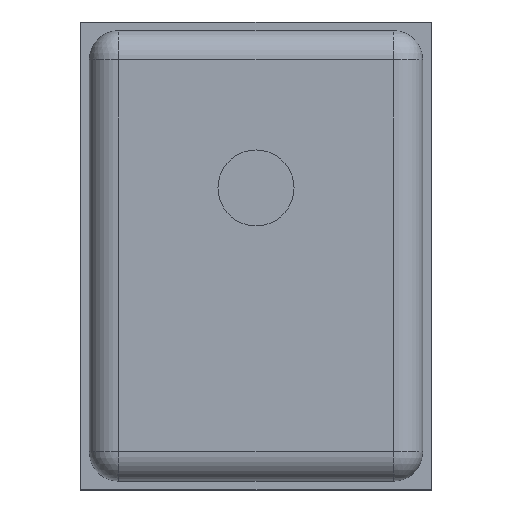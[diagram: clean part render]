
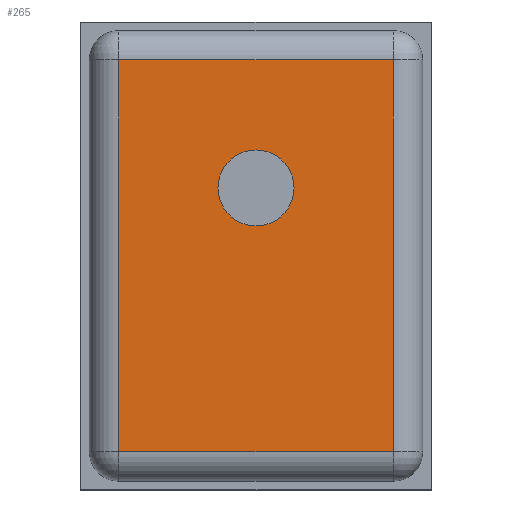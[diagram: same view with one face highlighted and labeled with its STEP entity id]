
A CAD part, top view. The second image highlights one B-rep face of the part: STEP entity #265.
In plain terms, the highlighted planar face has unit normal (0, 0, 1).
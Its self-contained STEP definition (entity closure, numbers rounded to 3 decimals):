
#22 = LINE ( 'NONE', #1393, #1015 ) ;
#46 = FACE_OUTER_BOUND ( 'NONE', #68, .T. ) ;
#68 = EDGE_LOOP ( 'NONE', ( #404, #1697, #2056, #2838 ) ) ;
#229 = CARTESIAN_POINT ( 'NONE',  ( 0., 0.58, 1.05 ) ) ;
#265 = ADVANCED_FACE ( 'NONE', ( #1420, #46 ), #547, .T. ) ;
#334 = DIRECTION ( 'NONE',  ( 0., 1., 0. ) ) ;
#379 = CARTESIAN_POINT ( 'NONE',  ( -0.325, 0.58, 1.05 ) ) ;
#394 = DIRECTION ( 'NONE',  ( 0., -1., 0. ) ) ;
#404 = ORIENTED_EDGE ( 'NONE', *, *, #1165, .T. ) ;
#425 = DIRECTION ( 'NONE',  ( 0., 0., 1. ) ) ;
#444 = CARTESIAN_POINT ( 'NONE',  ( 1.175, -1.675, 1.05 ) ) ;
#462 = VERTEX_POINT ( 'NONE', #725 ) ;
#547 = PLANE ( 'NONE',  #822 ) ;
#633 = CARTESIAN_POINT ( 'NONE',  ( 0.325, 0.58, 1.05 ) ) ;
#680 = EDGE_CURVE ( 'NONE', #1625, #462, #1163, .T. ) ;
#693 = AXIS2_PLACEMENT_3D ( 'NONE', #229, #425, #1790 ) ;
#718 = VERTEX_POINT ( 'NONE', #2342 ) ;
#725 = CARTESIAN_POINT ( 'NONE',  ( 1.175, 1.675, 1.05 ) ) ;
#729 = DIRECTION ( 'NONE',  ( -1., 0., 0. ) ) ;
#799 = CARTESIAN_POINT ( 'NONE',  ( -1.175, -1.675, 1.05 ) ) ;
#822 = AXIS2_PLACEMENT_3D ( 'NONE', #2244, #2214, #2471 ) ;
#916 = DIRECTION ( 'NONE',  ( 1., 0., 0. ) ) ;
#1015 = VECTOR ( 'NONE', #916, 1000. ) ;
#1092 = DIRECTION ( 'NONE',  ( 0., 0., 1. ) ) ;
#1130 = VECTOR ( 'NONE', #729, 1000. ) ;
#1162 = CIRCLE ( 'NONE', #693, 0.325 ) ;
#1163 = LINE ( 'NONE', #2318, #1528 ) ;
#1164 = ORIENTED_EDGE ( 'NONE', *, *, #1338, .F. ) ;
#1165 = EDGE_CURVE ( 'NONE', #462, #2677, #1172, .T. ) ;
#1172 = LINE ( 'NONE', #2690, #1130 ) ;
#1239 = VECTOR ( 'NONE', #394, 1000. ) ;
#1277 = LINE ( 'NONE', #799, #1239 ) ;
#1320 = DIRECTION ( 'NONE',  ( 1., 0., 0. ) ) ;
#1338 = EDGE_CURVE ( 'NONE', #1933, #2729, #1776, .T. ) ;
#1393 = CARTESIAN_POINT ( 'NONE',  ( 1.175, -1.675, 1.05 ) ) ;
#1420 = FACE_BOUND ( 'NONE', #1684, .T. ) ;
#1422 = EDGE_CURVE ( 'NONE', #718, #1625, #22, .T. ) ;
#1528 = VECTOR ( 'NONE', #334, 1000. ) ;
#1544 = CARTESIAN_POINT ( 'NONE',  ( 0., 0.58, 1.05 ) ) ;
#1625 = VERTEX_POINT ( 'NONE', #444 ) ;
#1684 = EDGE_LOOP ( 'NONE', ( #1164, #2291 ) ) ;
#1697 = ORIENTED_EDGE ( 'NONE', *, *, #2742, .T. ) ;
#1776 = CIRCLE ( 'NONE', #2706, 0.325 ) ;
#1790 = DIRECTION ( 'NONE',  ( 1., 0., 0. ) ) ;
#1933 = VERTEX_POINT ( 'NONE', #633 ) ;
#2056 = ORIENTED_EDGE ( 'NONE', *, *, #1422, .T. ) ;
#2179 = EDGE_CURVE ( 'NONE', #2729, #1933, #1162, .T. ) ;
#2214 = DIRECTION ( 'NONE',  ( 0., 0., 1. ) ) ;
#2244 = CARTESIAN_POINT ( 'NONE',  ( -1.175, -1.675, 1.05 ) ) ;
#2291 = ORIENTED_EDGE ( 'NONE', *, *, #2179, .F. ) ;
#2318 = CARTESIAN_POINT ( 'NONE',  ( 1.175, 1.675, 1.05 ) ) ;
#2342 = CARTESIAN_POINT ( 'NONE',  ( -1.175, -1.675, 1.05 ) ) ;
#2471 = DIRECTION ( 'NONE',  ( 1., 0., 0. ) ) ;
#2677 = VERTEX_POINT ( 'NONE', #2735 ) ;
#2690 = CARTESIAN_POINT ( 'NONE',  ( -1.175, 1.675, 1.05 ) ) ;
#2706 = AXIS2_PLACEMENT_3D ( 'NONE', #1544, #1092, #1320 ) ;
#2729 = VERTEX_POINT ( 'NONE', #379 ) ;
#2735 = CARTESIAN_POINT ( 'NONE',  ( -1.175, 1.675, 1.05 ) ) ;
#2742 = EDGE_CURVE ( 'NONE', #2677, #718, #1277, .T. ) ;
#2838 = ORIENTED_EDGE ( 'NONE', *, *, #680, .T. ) ;
